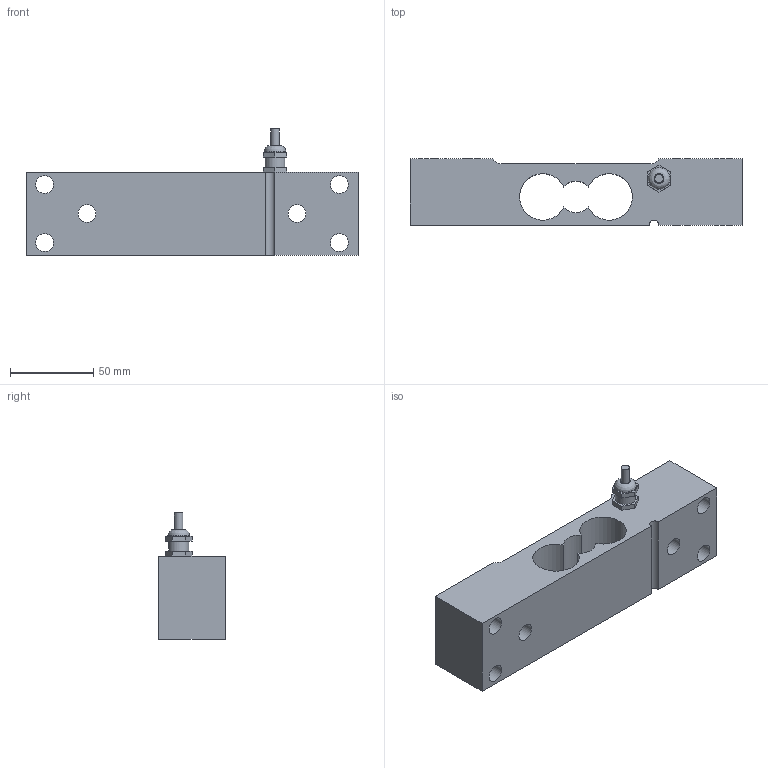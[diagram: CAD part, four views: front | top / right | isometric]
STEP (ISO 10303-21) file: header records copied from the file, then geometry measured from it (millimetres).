
FILE_DESCRIPTION(/* description */ (''),/* implementation_level */ '2;1');
FILE_NAME(/* name */ '108WSLP-150kg v2.step',/* time_stamp */ '2020-01-29T13:06:35-08:00',/* author */ (''),/* organization */ (''),/* preprocessor_version */ 'ST-DEVELOPER v18',/* originating_system */ 'Autodesk Translation Framework v8.12.0.6',/* authorisation */ '');
FILE_SCHEMA (('AUTOMOTIVE_DESIGN { 1 0 10303 214 3 1 1 }'));
Length unit declared in the file: millimetre
Products named in the file (2): 108WSLP-150kg; Connector
Assembly tree (1 placements, depth 2):
  108WSLP-150kg
    Connector
Bounding box: 200 x 40 x 76.03 mm (x, y, z)
Volume: 292204.5 mm3; surface area: 54599.6 mm2
Topology: 2 solids, 2 shells, 48 faces, 123 edges, 84 vertices
Faces by surface type: plane 28, cylinder 18, bspline 1, cone 1
Full cylindrical faces by diameter (mm): 5.1 x1, 10 x1, 10.7 x6, 12 x2, 13 x1
Entity records: 1580 total; most frequent: CARTESIAN_POINT 283, DIRECTION 268, ORIENTED_EDGE 244, EDGE_CURVE 122, AXIS2_PLACEMENT_3D 96, VERTEX_POINT 84, LINE 76, VECTOR 76
